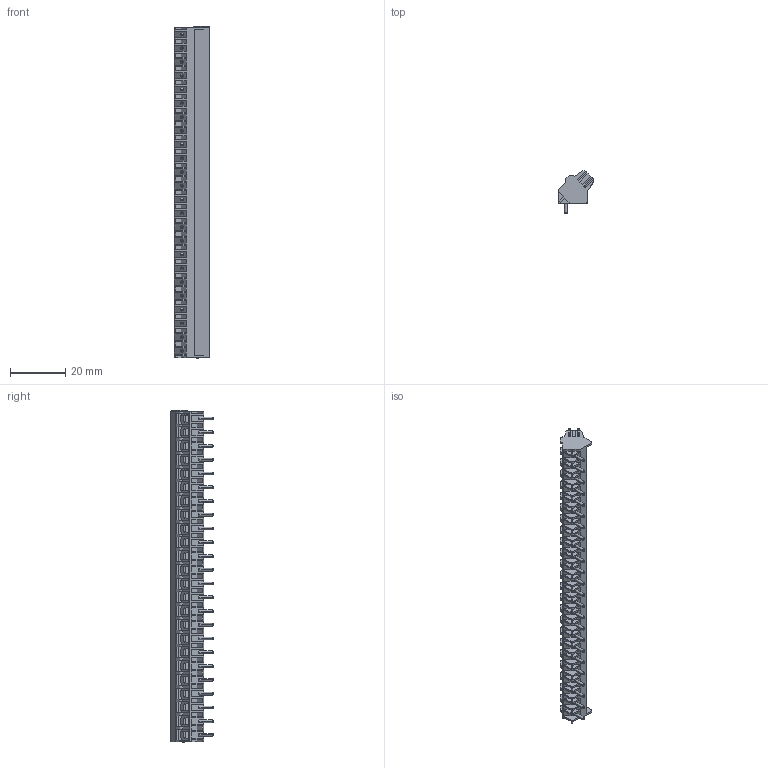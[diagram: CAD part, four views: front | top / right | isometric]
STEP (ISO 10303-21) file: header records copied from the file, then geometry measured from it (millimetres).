
FILE_DESCRIPTION((''),'2;1');
FILE_NAME('TL240','2024-11-13T',('yanfa'),(''),'PRO/ENGINEER BY PARAMETRIC TECHNOLOGY CORPORATION, 2009280','PRO/ENGINEER BY PARAMETRIC TECHNOLOGY CORPORATION, 2009280','');
FILE_SCHEMA(('AUTOMOTIVE_DESIGN_CC2 { 1 2 10303 214 -1 1 5 2 }'));
Products named in the file (1): TL240
Bounding box: 12.8 x 15.4 x 120.68 mm (x, y, z)
Volume: 9112.5 mm3; surface area: 10138.6 mm2
Topology: 1 solids, 1 shells, 2180 faces, 6243 edges, 4114 vertices
Faces by surface type: plane 1366, cylinder 574, torus 96, cone 96, bspline 48
Entity records: 73110 total; most frequent: CARTESIAN_POINT 15129, ORIENTED_EDGE 12486, DIRECTION 11895, EDGE_CURVE 6243, VECTOR 4279, LINE 4279, VERTEX_POINT 4114, AXIS2_PLACEMENT_3D 3808
